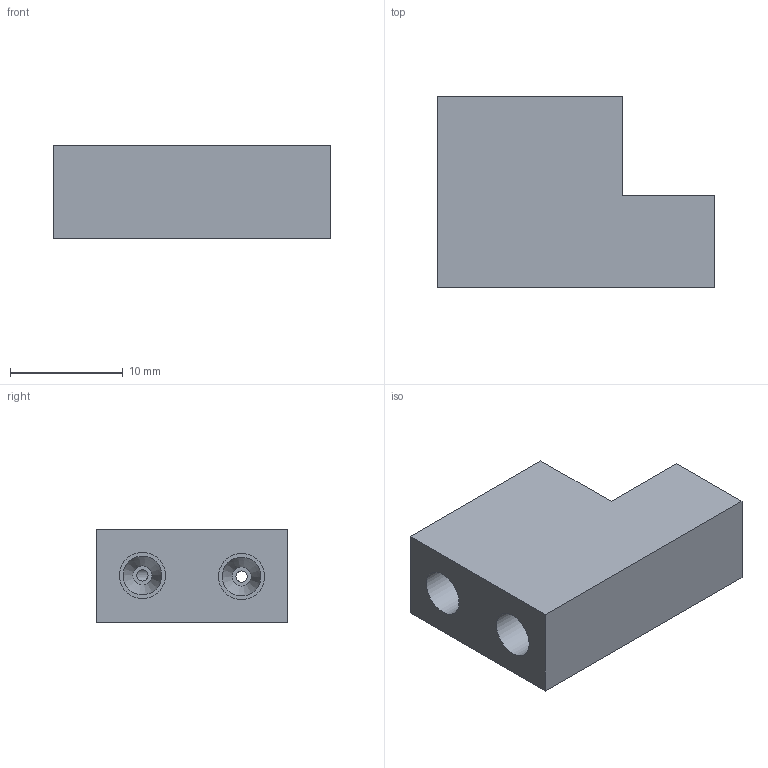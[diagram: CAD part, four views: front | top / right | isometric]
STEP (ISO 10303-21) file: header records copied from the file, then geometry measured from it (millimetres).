
FILE_DESCRIPTION(/* description */ (''),/* implementation_level */ '2;1');
FILE_NAME(/* name */ 'T_Union_1032_1000_52.stp',/* time_stamp */ '2021-11-03T12:13:06+01:00',/* author */ ('vakilim'),/* organization */ (''),/* preprocessor_version */ 'ST-DEVELOPER v17',/* originating_system */ 'Autodesk Inventor 2018',/* authorisation */ '');
FILE_SCHEMA (('AUTOMOTIVE_DESIGN { 1 0 10303 214 3 1 1 }'));
Length unit declared in the file: millimetre
Products named in the file (1): T_Union_1032_1000_52
Bounding box: 24.66 x 17 x 8.3 mm (x, y, z)
Volume: 2544.1 mm3; surface area: 1773.7 mm2
Topology: 1 solids, 1 shells, 28 faces, 75 edges, 56 vertices
Faces by surface type: plane 15, cylinder 10, cone 3
Full cylindrical faces by diameter (mm): 1 x3, 1.6 x1, 1.7 x3, 4.1 x3
Entity records: 1010 total; most frequent: CARTESIAN_POINT 198, DIRECTION 173, ORIENTED_EDGE 150, EDGE_CURVE 75, AXIS2_PLACEMENT_3D 71, VERTEX_POINT 56, EDGE_LOOP 41, CIRCLE 39
